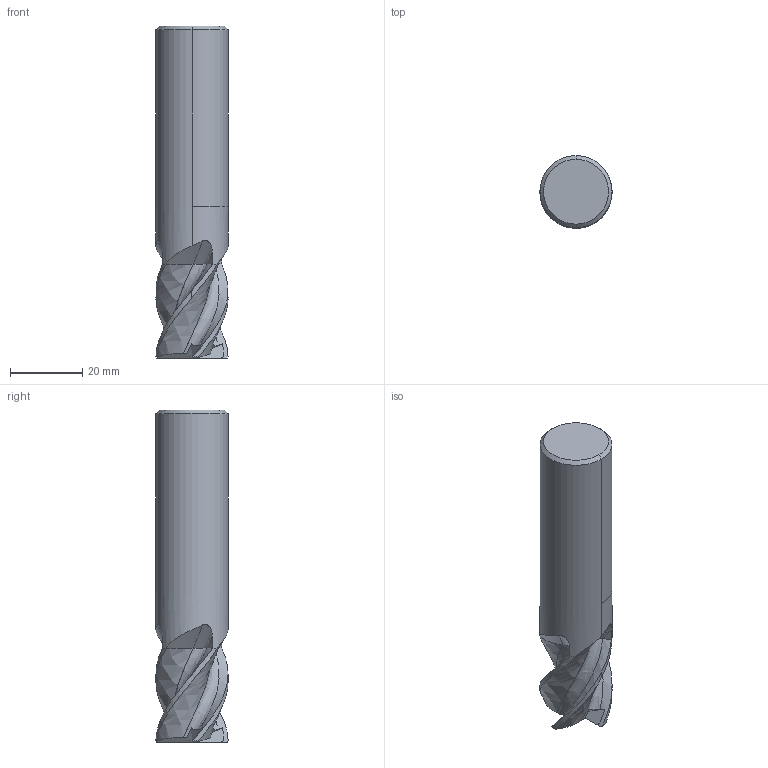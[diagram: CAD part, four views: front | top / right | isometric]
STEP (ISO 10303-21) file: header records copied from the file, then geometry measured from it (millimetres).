
FILE_DESCRIPTION(('no description'),'unknown implementation level');
FILE_NAME('BCU1-M01-0203-20-Detail.stp',' ',('CIMSOURCE GmbH'),('CADClick - KiM GmbH - www.kimweb.de'),'unknown preprocess','ACIS','unknown authorization');
FILE_SCHEMA(('automotive_design'));
Length unit declared in the file: millimetre
Products named in the file (2): NOCUT; CUT
Bounding box: 20 x 20 x 92 mm (x, y, z)
Volume: 24601.6 mm3; surface area: 6900.4 mm2
Topology: 2 solids, 2 shells, 74 faces, 200 edges, 131 vertices
Faces by surface type: plane 24, revolution 16, bspline 16, cone 14, cylinder 4
Entity records: 9820 total; most frequent: CARTESIAN_POINT 5873, STYLED_ITEM 407, PRESENTATION_STYLE_ASSIGNMENT 407, COLOUR_RGB 407, ORIENTED_EDGE 400, DIRECTION 258, EDGE_CURVE 200, CURVE_STYLE 200
